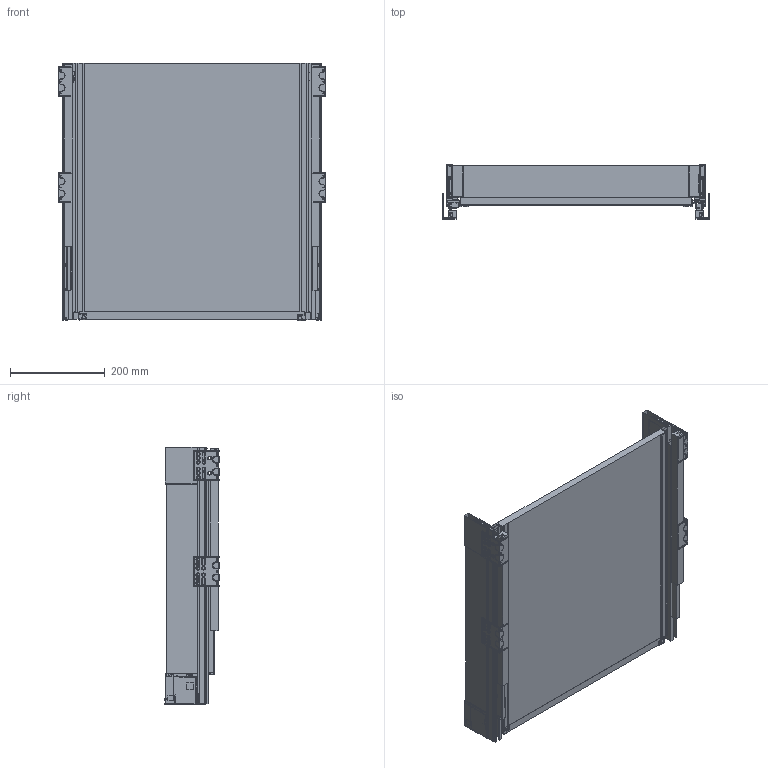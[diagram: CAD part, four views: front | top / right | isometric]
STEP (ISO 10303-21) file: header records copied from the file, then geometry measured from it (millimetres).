
FILE_DESCRIPTION(/* description */ (''),/* implementation_level */ '2;1');
FILE_NAME(/* name */ 'AXIS PRO GLASS 84_550.stp',/* time_stamp */ '2023-08-08T14:02:21+02:00',/* author */ ('tomaszw'),/* organization */ (''),/* preprocessor_version */ 'ST-DEVELOPER v19.2',/* originating_system */ 'Autodesk Inventor 2023',/* authorisation */ '');
FILE_SCHEMA (('AUTOMOTIVE_DESIGN { 1 0 10303 214 3 1 1 }'));
Products named in the file (2): AXIS PRO GLASS; AXIS PRO GLASS_84_550
Assembly tree (1 placements, depth 2):
  AXIS PRO GLASS
    AXIS PRO GLASS_84_550
Bounding box: 563.9 x 114.6 x 545.26 mm (x, y, z)
Volume: 5877971.4 mm3; surface area: 1461627 mm2
Topology: 35 solids, 38 shells, 3030 faces, 8313 edges, 5352 vertices
Faces by surface type: plane 1954, cylinder 649, bspline 204, cone 88, sphere 87, torus 48
Full cylindrical faces by diameter (mm): 2.4 x3, 2.8 x4, 2.9 x2, 3.8 x2, 4 x2, 5.5 x1, 6 x37, 7.5 x2, 8.5 x4, 8.8 x8, 10 x8, 10.4 x4
Entity records: 141670 total; most frequent: CARTESIAN_POINT 62624, ORIENTED_EDGE 16550, DIRECTION 14758, EDGE_CURVE 8287, LINE 6118, VECTOR 6118, VERTEX_POINT 5376, AXIS2_PLACEMENT_3D 4320
